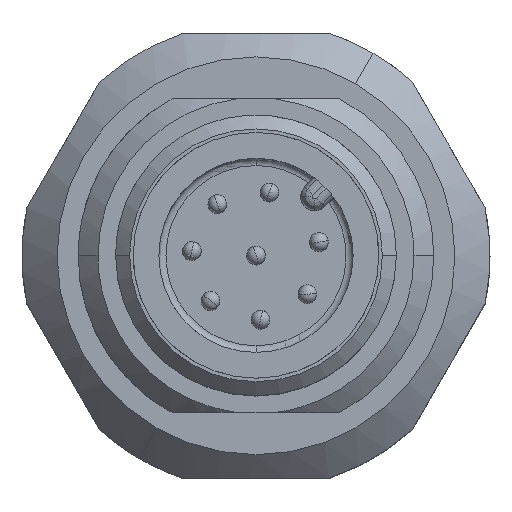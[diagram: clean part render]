
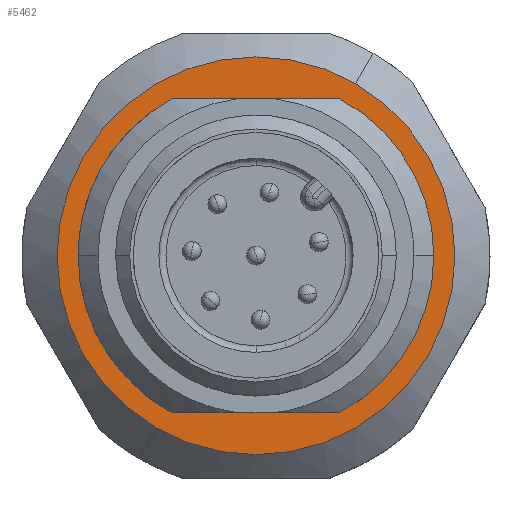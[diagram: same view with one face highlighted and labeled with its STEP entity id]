
A CAD part, top view. The second image highlights one B-rep face of the part: STEP entity #5462.
In plain terms, the highlighted planar face has unit normal (0, 0, 1).
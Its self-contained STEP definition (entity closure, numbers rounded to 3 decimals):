
#4979=AXIS2_PLACEMENT_3D('Circle Axis2P3D',#4977,#4978,$) ;
#5238=AXIS2_PLACEMENT_3D('Circle Axis2P3D',#5236,#5237,$) ;
#5406=AXIS2_PLACEMENT_3D('Plane Axis2P3D',#5403,#5404,#5405) ;
#5423=AXIS2_PLACEMENT_3D('Circle Axis2P3D',#5421,#5422,$) ;
#5430=AXIS2_PLACEMENT_3D('Circle Axis2P3D',#5428,#5429,$) ;
#5444=AXIS2_PLACEMENT_3D('Circle Axis2P3D',#5442,#5443,$) ;
#5451=AXIS2_PLACEMENT_3D('Circle Axis2P3D',#5449,#5450,$) ;
#4950=CARTESIAN_POINT('Vertex',(5.75,2.139,16.)) ;
#4974=CARTESIAN_POINT('Vertex',(14.25,16.861,16.)) ;
#4977=CARTESIAN_POINT('Axis2P3D Location',(10.,9.5,16.)) ;
#5236=CARTESIAN_POINT('Axis2P3D Location',(10.,9.5,16.)) ;
#5403=CARTESIAN_POINT('Axis2P3D Location',(6.52,3.472,16.)) ;
#5412=CARTESIAN_POINT('Line Origine',(10.,16.2,16.)) ;
#5416=CARTESIAN_POINT('Vertex',(13.587,16.2,16.)) ;
#5418=CARTESIAN_POINT('Vertex',(6.413,16.2,16.)) ;
#5421=CARTESIAN_POINT('Axis2P3D Location',(10.,9.5,16.)) ;
#5425=CARTESIAN_POINT('Vertex',(17.6,9.5,16.)) ;
#5428=CARTESIAN_POINT('Axis2P3D Location',(10.,9.5,16.)) ;
#5432=CARTESIAN_POINT('Vertex',(13.587,2.8,16.)) ;
#5435=CARTESIAN_POINT('Line Origine',(10.,2.8,16.)) ;
#5439=CARTESIAN_POINT('Vertex',(6.413,2.8,16.)) ;
#5442=CARTESIAN_POINT('Axis2P3D Location',(10.,9.5,16.)) ;
#5446=CARTESIAN_POINT('Vertex',(2.4,9.5,16.)) ;
#5449=CARTESIAN_POINT('Axis2P3D Location',(10.,9.5,16.)) ;
#4978=DIRECTION('Axis2P3D Direction',(0.,0.,-1.)) ;
#5237=DIRECTION('Axis2P3D Direction',(0.,0.,-1.)) ;
#5404=DIRECTION('Axis2P3D Direction',(0.,0.,1.)) ;
#5405=DIRECTION('Axis2P3D XDirection',(-0.866,0.5,0.)) ;
#5413=DIRECTION('Vector Direction',(-1.,0.,0.)) ;
#5422=DIRECTION('Axis2P3D Direction',(0.,0.,1.)) ;
#5429=DIRECTION('Axis2P3D Direction',(0.,0.,1.)) ;
#5436=DIRECTION('Vector Direction',(1.,0.,0.)) ;
#5443=DIRECTION('Axis2P3D Direction',(0.,0.,1.)) ;
#5450=DIRECTION('Axis2P3D Direction',(0.,0.,1.)) ;
#5414=VECTOR('Line Direction',#5413,1.) ;
#5437=VECTOR('Line Direction',#5436,1.) ;
#5409=ORIENTED_EDGE('',*,*,#5240,.T.) ;
#5410=ORIENTED_EDGE('',*,*,#4981,.T.) ;
#5455=ORIENTED_EDGE('',*,*,#5420,.F.) ;
#5456=ORIENTED_EDGE('',*,*,#5427,.F.) ;
#5457=ORIENTED_EDGE('',*,*,#5434,.F.) ;
#5458=ORIENTED_EDGE('',*,*,#5441,.F.) ;
#5459=ORIENTED_EDGE('',*,*,#5448,.F.) ;
#5460=ORIENTED_EDGE('',*,*,#5453,.F.) ;
#5461=FACE_BOUND('',#5454,.T.) ;
#5462=ADVANCED_FACE('V1',(#5411,#5461),#5407,.T.) ;
#4980=CIRCLE('generated circle',#4979,8.5) ;
#5239=CIRCLE('generated circle',#5238,8.5) ;
#5424=CIRCLE('generated circle',#5423,7.6) ;
#5431=CIRCLE('generated circle',#5430,7.6) ;
#5445=CIRCLE('generated circle',#5444,7.6) ;
#5452=CIRCLE('generated circle',#5451,7.6) ;
#4981=EDGE_CURVE('',#4951,#4975,#4980,.F.) ;
#5240=EDGE_CURVE('',#4975,#4951,#5239,.F.) ;
#5420=EDGE_CURVE('',#5417,#5419,#5415,.T.) ;
#5427=EDGE_CURVE('',#5426,#5417,#5424,.T.) ;
#5434=EDGE_CURVE('',#5433,#5426,#5431,.T.) ;
#5441=EDGE_CURVE('',#5440,#5433,#5438,.T.) ;
#5448=EDGE_CURVE('',#5447,#5440,#5445,.T.) ;
#5453=EDGE_CURVE('',#5419,#5447,#5452,.T.) ;
#5408=EDGE_LOOP('',(#5409,#5410)) ;
#5454=EDGE_LOOP('',(#5455,#5456,#5457,#5458,#5459,#5460)) ;
#5411=FACE_OUTER_BOUND('',#5408,.T.) ;
#5415=LINE('Line',#5412,#5414) ;
#5438=LINE('Line',#5435,#5437) ;
#5407=PLANE('',#5406) ;
#4951=VERTEX_POINT('',#4950) ;
#4975=VERTEX_POINT('',#4974) ;
#5417=VERTEX_POINT('',#5416) ;
#5419=VERTEX_POINT('',#5418) ;
#5426=VERTEX_POINT('',#5425) ;
#5433=VERTEX_POINT('',#5432) ;
#5440=VERTEX_POINT('',#5439) ;
#5447=VERTEX_POINT('',#5446) ;
